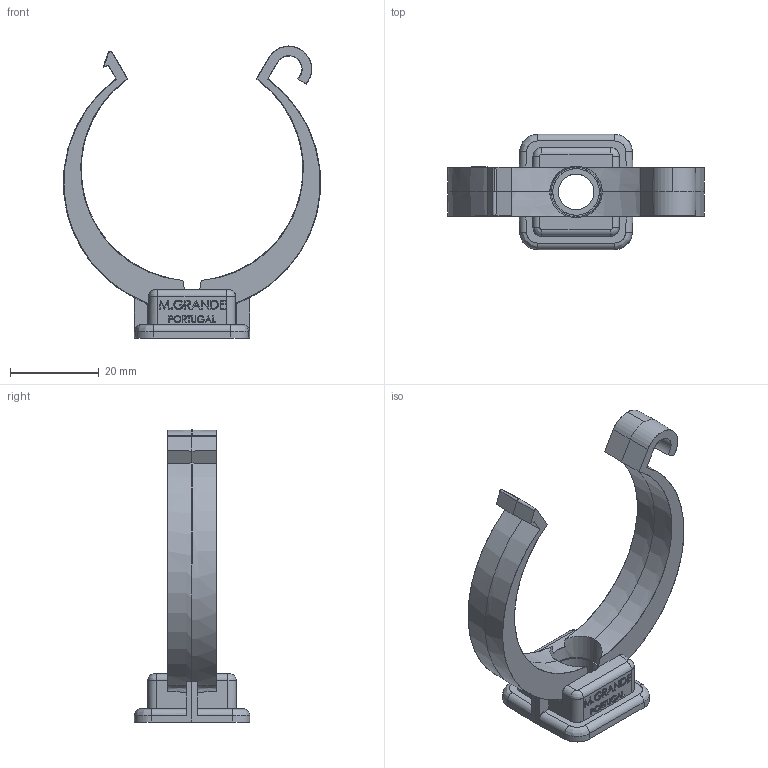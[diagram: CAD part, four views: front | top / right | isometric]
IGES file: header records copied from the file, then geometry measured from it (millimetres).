
Start section: SolidWorks IGES file using analytic representation for surfaces
Global section: file name: 02 30 2000 050.IGS; native system: SolidWorks 2014; preprocessor: SolidWorks 2014; author: utilizadort; date: 141114.121153; units: millimetre
Bounding box: 57.88 x 26 x 65.82 mm (x, y, z)
Surface area: 6693.5 mm2 (no closed solid volume)
Topology: 0 solids, 0 shells, 409 faces, 4425 edges, 4425 vertices
Faces by surface type: bspline 356, revolution 53
